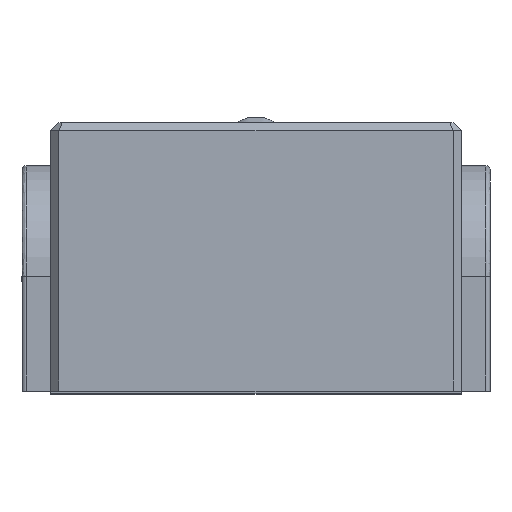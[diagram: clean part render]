
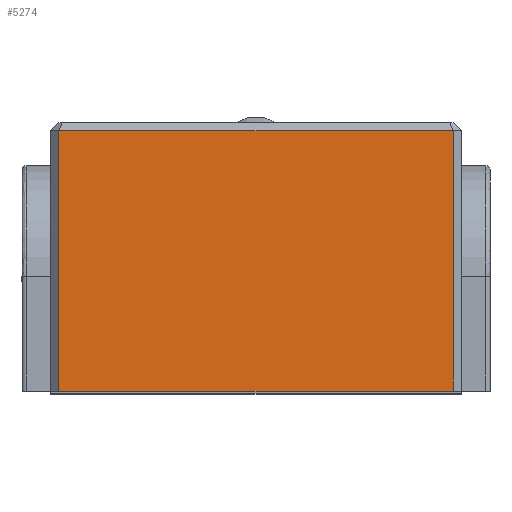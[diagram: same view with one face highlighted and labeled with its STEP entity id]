
A CAD part, top view. The second image highlights one B-rep face of the part: STEP entity #5274.
In plain terms, the highlighted face is planar.
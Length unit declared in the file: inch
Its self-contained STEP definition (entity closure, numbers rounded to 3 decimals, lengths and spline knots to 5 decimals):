
#115 = PLANE ( 'NONE',  #4740 ) ;
#273 = CARTESIAN_POINT ( 'NONE',  ( 0., 0., 0. ) ) ;
#866 = EDGE_CURVE ( 'NONE', #2441, #5525, #4742, .T. ) ;
#909 = DIRECTION ( 'NONE',  ( 0., -1., 0. ) ) ;
#1057 = LINE ( 'NONE', #3613, #2070 ) ;
#1289 = EDGE_CURVE ( 'NONE', #5525, #1732, #1057, .T. ) ;
#1612 = CARTESIAN_POINT ( 'NONE',  ( 0., 0., -1.24803 ) ) ;
#1732 = VERTEX_POINT ( 'NONE', #273 ) ;
#2070 = VECTOR ( 'NONE', #4102, 39.37008 ) ;
#2115 = CARTESIAN_POINT ( 'NONE',  ( 0.03937, 0., -1.24803 ) ) ;
#2229 = DIRECTION ( 'NONE',  ( 1., 0., 0. ) ) ;
#2350 = VERTEX_POINT ( 'NONE', #5214 ) ;
#2409 = EDGE_CURVE ( 'NONE', #2350, #2441, #2805, .T. ) ;
#2441 = VERTEX_POINT ( 'NONE', #3776 ) ;
#2447 = VECTOR ( 'NONE', #2229, 39.37008 ) ;
#2749 = FACE_OUTER_BOUND ( 'NONE', #4767, .T. ) ;
#2805 = LINE ( 'NONE', #3694, #4209 ) ;
#3506 = ORIENTED_EDGE ( 'NONE', *, *, #1289, .T. ) ;
#3510 = ORIENTED_EDGE ( 'NONE', *, *, #3569, .F. ) ;
#3547 = CARTESIAN_POINT ( 'NONE',  ( 0.03937, 0., -1.25984 ) ) ;
#3569 = EDGE_CURVE ( 'NONE', #2350, #1732, #5567, .T. ) ;
#3613 = CARTESIAN_POINT ( 'NONE',  ( 0., 0., -1.25984 ) ) ;
#3694 = CARTESIAN_POINT ( 'NONE',  ( -1.88976, 0., -1.25984 ) ) ;
#3776 = CARTESIAN_POINT ( 'NONE',  ( -1.88976, 0., -1.24803 ) ) ;
#3906 = ORIENTED_EDGE ( 'NONE', *, *, #866, .T. ) ;
#3961 = DIRECTION ( 'NONE',  ( -1., 0., 0. ) ) ;
#4072 = ORIENTED_EDGE ( 'NONE', *, *, #2409, .T. ) ;
#4102 = DIRECTION ( 'NONE',  ( 0., 0., 1. ) ) ;
#4175 = DIRECTION ( 'NONE',  ( 0., 0., -1. ) ) ;
#4209 = VECTOR ( 'NONE', #4175, 39.37008 ) ;
#4740 = AXIS2_PLACEMENT_3D ( 'NONE', #3547, #909, #3961 ) ;
#4742 = LINE ( 'NONE', #2115, #2447 ) ;
#4767 = EDGE_LOOP ( 'NONE', ( #3906, #3506, #3510, #4072 ) ) ;
#5214 = CARTESIAN_POINT ( 'NONE',  ( -1.88976, 0., 0. ) ) ;
#5274 = ADVANCED_FACE ( 'NONE', ( #2749 ), #115, .T. ) ;
#5352 = VECTOR ( 'NONE', #5599, 39.37008 ) ;
#5525 = VERTEX_POINT ( 'NONE', #1612 ) ;
#5567 = LINE ( 'NONE', #5629, #5352 ) ;
#5599 = DIRECTION ( 'NONE',  ( 1., 0., 0. ) ) ;
#5629 = CARTESIAN_POINT ( 'NONE',  ( -0.45276, 0., 0. ) ) ;
